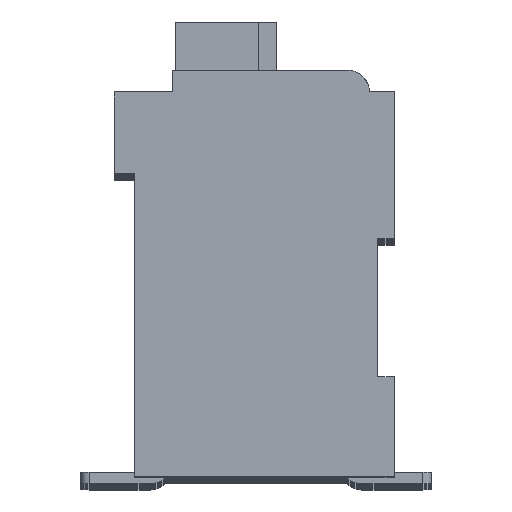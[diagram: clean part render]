
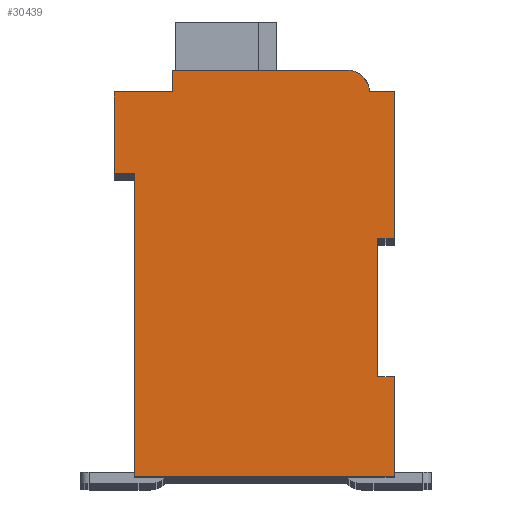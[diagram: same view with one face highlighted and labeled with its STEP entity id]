
A CAD part, top view. The second image highlights one B-rep face of the part: STEP entity #30439.
In plain terms, the highlighted planar face has unit normal (0, 0, 1).
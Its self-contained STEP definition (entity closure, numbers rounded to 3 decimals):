
#7260=DIRECTION('',(1.,0.,0.));
#7261=VECTOR('',#7260,0.5);
#7262=CARTESIAN_POINT('',(7.3,7.15,2.1));
#7263=LINE('',#7262,#7261);
#7264=DIRECTION('',(0.,1.,0.));
#7265=VECTOR('',#7264,4.15);
#7266=CARTESIAN_POINT('',(7.3,3.,2.1));
#7267=LINE('',#7266,#7265);
#7268=DIRECTION('',(-1.,0.,0.));
#7269=VECTOR('',#7268,0.5);
#7270=CARTESIAN_POINT('',(7.8,3.,2.1));
#7271=LINE('',#7270,#7269);
#7272=DIRECTION('',(0.,1.,0.));
#7273=VECTOR('',#7272,3.);
#7274=CARTESIAN_POINT('',(7.8,0.,2.1));
#7275=LINE('',#7274,#7273);
#7276=DIRECTION('',(1.,0.,0.));
#7277=VECTOR('',#7276,7.8);
#7278=CARTESIAN_POINT('',(0.,0.,2.1));
#7279=LINE('',#7278,#7277);
#7280=DIRECTION('',(0.,-1.,0.));
#7281=VECTOR('',#7280,9.1);
#7282=CARTESIAN_POINT('',(0.,9.1,2.1));
#7283=LINE('',#7282,#7281);
#7284=DIRECTION('',(1.,0.,0.));
#7285=VECTOR('',#7284,0.6);
#7286=CARTESIAN_POINT('',(-0.6,9.1,2.1));
#7287=LINE('',#7286,#7285);
#7288=DIRECTION('',(0.,-1.,0.));
#7289=VECTOR('',#7288,2.45);
#7290=CARTESIAN_POINT('',(-0.6,11.55,2.1));
#7291=LINE('',#7290,#7289);
#7292=DIRECTION('',(-1.,0.,0.));
#7293=VECTOR('',#7292,1.75);
#7294=CARTESIAN_POINT('',(1.15,11.55,2.1));
#7295=LINE('',#7294,#7293);
#7296=DIRECTION('',(0.,-1.,0.));
#7297=VECTOR('',#7296,0.65);
#7298=CARTESIAN_POINT('',(1.15,12.2,2.1));
#7299=LINE('',#7298,#7297);
#7300=DIRECTION('',(-1.,0.,0.));
#7301=VECTOR('',#7300,5.25);
#7302=CARTESIAN_POINT('',(6.4,12.2,2.1));
#7303=LINE('',#7302,#7301);
#7304=CARTESIAN_POINT('',(6.4,11.55,2.1));
#7305=DIRECTION('',(0.,0.,1.));
#7306=DIRECTION('',(1.,0.,0.));
#7307=AXIS2_PLACEMENT_3D('',#7304,#7305,#7306);
#7309=DIRECTION('',(-1.,0.,0.));
#7310=VECTOR('',#7309,0.75);
#7311=CARTESIAN_POINT('',(7.8,11.55,2.1));
#7312=LINE('',#7311,#7310);
#7313=DIRECTION('',(0.,1.,0.));
#7314=VECTOR('',#7313,4.4);
#7315=CARTESIAN_POINT('',(7.8,7.15,2.1));
#7316=LINE('',#7315,#7314);
#17989=CARTESIAN_POINT('',(7.3,7.15,2.1));
#17990=CARTESIAN_POINT('',(7.8,7.15,2.1));
#17991=VERTEX_POINT('',#17989);
#17992=VERTEX_POINT('',#17990);
#17993=CARTESIAN_POINT('',(7.8,11.55,2.1));
#17994=VERTEX_POINT('',#17993);
#17995=CARTESIAN_POINT('',(7.05,11.55,2.1));
#17996=VERTEX_POINT('',#17995);
#17997=CARTESIAN_POINT('',(6.4,12.2,2.1));
#17998=VERTEX_POINT('',#17997);
#17999=CARTESIAN_POINT('',(1.15,12.2,2.1));
#18000=VERTEX_POINT('',#17999);
#18001=CARTESIAN_POINT('',(1.15,11.55,2.1));
#18002=VERTEX_POINT('',#18001);
#18003=CARTESIAN_POINT('',(-0.6,11.55,2.1));
#18004=VERTEX_POINT('',#18003);
#18005=CARTESIAN_POINT('',(-0.6,9.1,2.1));
#18006=VERTEX_POINT('',#18005);
#18007=CARTESIAN_POINT('',(0.,9.1,2.1));
#18008=VERTEX_POINT('',#18007);
#18009=CARTESIAN_POINT('',(0.,0.,2.1));
#18010=VERTEX_POINT('',#18009);
#18011=CARTESIAN_POINT('',(7.8,0.,2.1));
#18012=VERTEX_POINT('',#18011);
#18013=CARTESIAN_POINT('',(7.8,3.,2.1));
#18014=VERTEX_POINT('',#18013);
#18015=CARTESIAN_POINT('',(7.3,3.,2.1));
#18016=VERTEX_POINT('',#18015);
#30418=CARTESIAN_POINT('',(0.,0.,2.1));
#30419=DIRECTION('',(0.,0.,1.));
#30420=DIRECTION('',(1.,0.,0.));
#30421=AXIS2_PLACEMENT_3D('',#30418,#30419,#30420);
#30422=PLANE('',#30421);
#30423=ORIENTED_EDGE('',*,*,#23670,.F.);
#30424=ORIENTED_EDGE('',*,*,#24472,.F.);
#30425=ORIENTED_EDGE('',*,*,#25132,.F.);
#30426=ORIENTED_EDGE('',*,*,#25577,.F.);
#30427=ORIENTED_EDGE('',*,*,#26094,.F.);
#30428=ORIENTED_EDGE('',*,*,#26860,.F.);
#30429=ORIENTED_EDGE('',*,*,#27094,.F.);
#30430=ORIENTED_EDGE('',*,*,#27575,.F.);
#30431=ORIENTED_EDGE('',*,*,#28103,.F.);
#30432=ORIENTED_EDGE('',*,*,#28868,.F.);
#30433=ORIENTED_EDGE('',*,*,#29470,.F.);
#30434=ORIENTED_EDGE('',*,*,#28154,.F.);
#30435=ORIENTED_EDGE('',*,*,#28659,.F.);
#30436=ORIENTED_EDGE('',*,*,#24367,.F.);
#30437=EDGE_LOOP('',(#30423,#30424,#30425,#30426,#30427,#30428,#30429,#30430,
#30431,#30432,#30433,#30434,#30435,#30436));
#30438=FACE_OUTER_BOUND('',#30437,.F.);
#7308=CIRCLE('',#7307,0.65);
#23670=EDGE_CURVE('',#17991,#17992,#7263,.T.);
#24367=EDGE_CURVE('',#17992,#17994,#7316,.T.);
#24472=EDGE_CURVE('',#18016,#17991,#7267,.T.);
#25132=EDGE_CURVE('',#18014,#18016,#7271,.T.);
#25577=EDGE_CURVE('',#18012,#18014,#7275,.T.);
#26094=EDGE_CURVE('',#18010,#18012,#7279,.T.);
#26860=EDGE_CURVE('',#18008,#18010,#7283,.T.);
#27094=EDGE_CURVE('',#18006,#18008,#7287,.T.);
#27575=EDGE_CURVE('',#18004,#18006,#7291,.T.);
#28103=EDGE_CURVE('',#18002,#18004,#7295,.T.);
#28154=EDGE_CURVE('',#17996,#17998,#7308,.T.);
#28659=EDGE_CURVE('',#17994,#17996,#7312,.T.);
#28868=EDGE_CURVE('',#18000,#18002,#7299,.T.);
#29470=EDGE_CURVE('',#17998,#18000,#7303,.T.);
#30439=ADVANCED_FACE('',(#30438),#30422,.T.);
